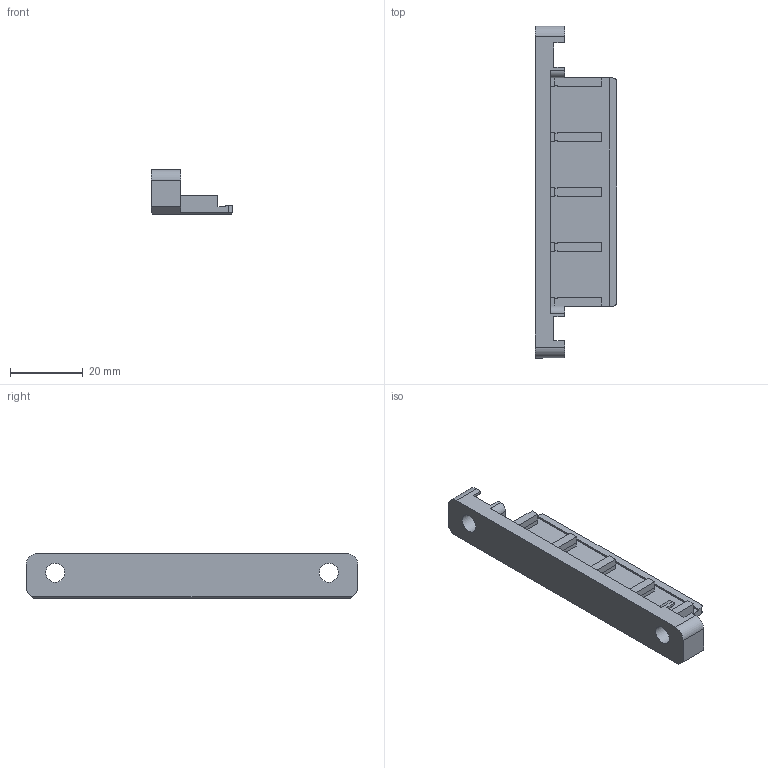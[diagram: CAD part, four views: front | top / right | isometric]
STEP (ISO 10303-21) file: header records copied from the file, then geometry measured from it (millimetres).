
FILE_DESCRIPTION(/* description */ (''),/* implementation_level */ '2;1');
FILE_NAME(/* name */ 'Trident_Assembly_4x Wago 221-412 Mount v2.step',/* time_stamp */ '2022-09-26T10:37:16-05:00',/* author */ (''),/* organization */ (''),/* preprocessor_version */ 'ST-DEVELOPER v19',/* originating_system */ 'Autodesk Translation Framework v11.7.0.108',/* authorisation */ '');
FILE_SCHEMA (('AUTOMOTIVE_DESIGN { 1 0 10303 214 3 1 1 }'));
Length unit declared in the file: millimetre
Products named in the file (1): Trident_Assembly_4x Wago 221-412 Mount
Bounding box: 22.25 x 91.1 x 12.2 mm (x, y, z)
Volume: 6886.3 mm3; surface area: 6775.5 mm2
Topology: 1 solids, 1 shells, 136 faces, 378 edges, 244 vertices
Faces by surface type: plane 122, cylinder 12, cone 2
Full cylindrical faces by diameter (mm): 5.2 x2
Entity records: 4293 total; most frequent: CARTESIAN_POINT 759, ORIENTED_EDGE 756, DIRECTION 678, EDGE_CURVE 378, LINE 352, VECTOR 352, VERTEX_POINT 244, AXIS2_PLACEMENT_3D 163
